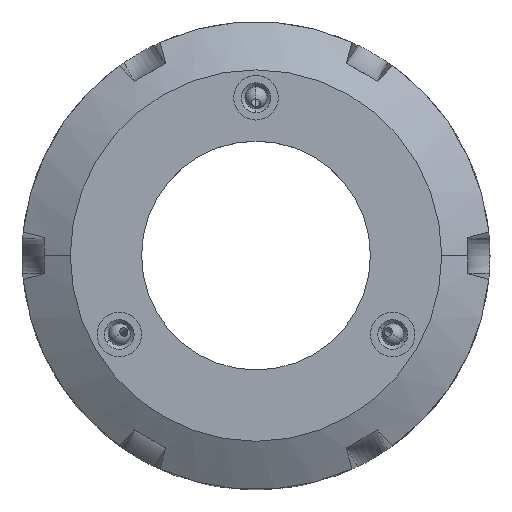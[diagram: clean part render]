
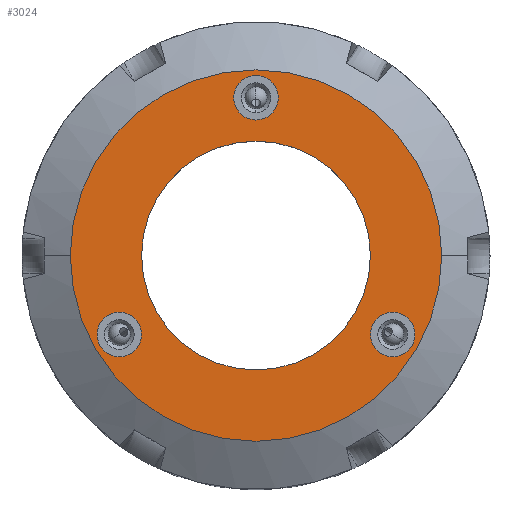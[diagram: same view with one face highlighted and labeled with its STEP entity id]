
A CAD part, top view. The second image highlights one B-rep face of the part: STEP entity #3024.
In plain terms, the highlighted planar face has unit normal (0, 0, 1).
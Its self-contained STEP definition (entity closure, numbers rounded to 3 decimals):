
#90 = CARTESIAN_POINT ( 'NONE',  ( 0., 0., 0. ) ) ;
#111 = CARTESIAN_POINT ( 'NONE',  ( 25., 0., 0. ) ) ;
#144 = CARTESIAN_POINT ( 'NONE',  ( -25., 0., 0. ) ) ;
#167 = ORIENTED_EDGE ( 'NONE', *, *, #818, .F. ) ;
#533 = CARTESIAN_POINT ( 'NONE',  ( 15.4, 0., 0. ) ) ;
#768 = DIRECTION ( 'NONE',  ( 1., 0., 0. ) ) ;
#796 = DIRECTION ( 'NONE',  ( 0., 0., 1. ) ) ;
#818 = EDGE_CURVE ( 'NONE', #1700, #6135, #3881, .T. ) ;
#823 = CARTESIAN_POINT ( 'NONE',  ( 0., 0., 0. ) ) ;
#1004 = EDGE_LOOP ( 'NONE', ( #7094, #6447 ) ) ;
#1019 = CIRCLE ( 'NONE', #6692, 3. ) ;
#1259 = EDGE_CURVE ( 'NONE', #5637, #5781, #3684, .T. ) ;
#1315 = DIRECTION ( 'NONE',  ( 0., 0., -1. ) ) ;
#1319 = CARTESIAN_POINT ( 'NONE',  ( 0., 0., 0. ) ) ;
#1343 = DIRECTION ( 'NONE',  ( -1., 0., 0. ) ) ;
#1448 = EDGE_CURVE ( 'NONE', #1884, #4403, #3613, .T. ) ;
#1514 = AXIS2_PLACEMENT_3D ( 'NONE', #90, #2973, #3632 ) ;
#1604 = CARTESIAN_POINT ( 'NONE',  ( 15.403, -10.625, 0. ) ) ;
#1668 = CARTESIAN_POINT ( 'NONE',  ( -18.403, -10.625, 0. ) ) ;
#1700 = VERTEX_POINT ( 'NONE', #4803 ) ;
#1760 = AXIS2_PLACEMENT_3D ( 'NONE', #823, #796, #768 ) ;
#1782 = EDGE_CURVE ( 'NONE', #4403, #1884, #3377, .T. ) ;
#1871 = EDGE_LOOP ( 'NONE', ( #4897, #167 ) ) ;
#1884 = VERTEX_POINT ( 'NONE', #144 ) ;
#1993 = CIRCLE ( 'NONE', #3027, 15.4 ) ;
#2050 = CIRCLE ( 'NONE', #6638, 3. ) ;
#2093 = CIRCLE ( 'NONE', #4352, 3. ) ;
#2112 = CIRCLE ( 'NONE', #5122, 3. ) ;
#2204 = CARTESIAN_POINT ( 'NONE',  ( 18.403, -10.625, 0. ) ) ;
#2226 = DIRECTION ( 'NONE',  ( -0.5, 0.866, 0. ) ) ;
#2313 = CARTESIAN_POINT ( 'NONE',  ( 0., 21.25, 0. ) ) ;
#2320 = DIRECTION ( 'NONE',  ( 0., 0., 1. ) ) ;
#2334 = DIRECTION ( 'NONE',  ( 1., 0., 0. ) ) ;
#2340 = DIRECTION ( 'NONE',  ( 0., 0., 1. ) ) ;
#2590 = DIRECTION ( 'NONE',  ( 1., 0., 0. ) ) ;
#2648 = FACE_BOUND ( 'NONE', #1004, .T. ) ;
#2653 = EDGE_LOOP ( 'NONE', ( #6970, #7201 ) ) ;
#2656 = FACE_OUTER_BOUND ( 'NONE', #2653, .T. ) ;
#2657 = FACE_BOUND ( 'NONE', #2921, .T. ) ;
#2662 = FACE_BOUND ( 'NONE', #1871, .T. ) ;
#2682 = FACE_BOUND ( 'NONE', #4701, .T. ) ;
#2721 = EDGE_CURVE ( 'NONE', #5373, #4241, #2861, .T. ) ;
#2772 = DIRECTION ( 'NONE',  ( -0.5, -0.866, 0. ) ) ;
#2861 = CIRCLE ( 'NONE', #3232, 3. ) ;
#2921 = EDGE_LOOP ( 'NONE', ( #6354, #6504 ) ) ;
#2973 = DIRECTION ( 'NONE',  ( 0., 0., 1. ) ) ;
#3024 = ADVANCED_FACE ( 'NONE', ( #2662, #2682, #2657, #2648, #2656 ), #3063, .T. ) ;
#3027 = AXIS2_PLACEMENT_3D ( 'NONE', #6552, #3111, #7105 ) ;
#3063 = PLANE ( 'NONE',  #4253 ) ;
#3104 = CARTESIAN_POINT ( 'NONE',  ( -15.403, -10.625, 0. ) ) ;
#3111 = DIRECTION ( 'NONE',  ( 0., 0., -1. ) ) ;
#3232 = AXIS2_PLACEMENT_3D ( 'NONE', #2313, #2320, #2334 ) ;
#3242 = CARTESIAN_POINT ( 'NONE',  ( 0., 21.25, 0. ) ) ;
#3377 = CIRCLE ( 'NONE', #1760, 25. ) ;
#3427 = DIRECTION ( 'NONE',  ( 0., 0., 1. ) ) ;
#3613 = CIRCLE ( 'NONE', #1514, 25. ) ;
#3632 = DIRECTION ( 'NONE',  ( 1., 0., 0. ) ) ;
#3684 = CIRCLE ( 'NONE', #6281, 15.4 ) ;
#3837 = CARTESIAN_POINT ( 'NONE',  ( 21.403, -10.625, 0. ) ) ;
#3842 = DIRECTION ( 'NONE',  ( 1., 0., 0. ) ) ;
#3881 = CIRCLE ( 'NONE', #6768, 3. ) ;
#4045 = CARTESIAN_POINT ( 'NONE',  ( 25., 0., 0. ) ) ;
#4133 = EDGE_CURVE ( 'NONE', #6663, #5033, #2093, .T. ) ;
#4147 = CARTESIAN_POINT ( 'NONE',  ( -3., 21.25, 0. ) ) ;
#4162 = EDGE_CURVE ( 'NONE', #6135, #1700, #2112, .T. ) ;
#4241 = VERTEX_POINT ( 'NONE', #6893 ) ;
#4253 = AXIS2_PLACEMENT_3D ( 'NONE', #4045, #3427, #2590 ) ;
#4278 = EDGE_CURVE ( 'NONE', #5033, #6663, #2050, .T. ) ;
#4352 = AXIS2_PLACEMENT_3D ( 'NONE', #2204, #6241, #2772 ) ;
#4403 = VERTEX_POINT ( 'NONE', #111 ) ;
#4460 = EDGE_CURVE ( 'NONE', #5781, #5637, #1993, .T. ) ;
#4701 = EDGE_LOOP ( 'NONE', ( #5196, #6730 ) ) ;
#4803 = CARTESIAN_POINT ( 'NONE',  ( -21.403, -10.625, 0. ) ) ;
#4897 = ORIENTED_EDGE ( 'NONE', *, *, #4162, .F. ) ;
#5033 = VERTEX_POINT ( 'NONE', #3837 ) ;
#5122 = AXIS2_PLACEMENT_3D ( 'NONE', #1668, #5699, #2226 ) ;
#5196 = ORIENTED_EDGE ( 'NONE', *, *, #4278, .F. ) ;
#5373 = VERTEX_POINT ( 'NONE', #4147 ) ;
#5637 = VERTEX_POINT ( 'NONE', #7000 ) ;
#5699 = DIRECTION ( 'NONE',  ( 0., 0., 1. ) ) ;
#5781 = VERTEX_POINT ( 'NONE', #533 ) ;
#5823 = CARTESIAN_POINT ( 'NONE',  ( 18.403, -10.625, 0. ) ) ;
#6135 = VERTEX_POINT ( 'NONE', #3104 ) ;
#6218 = EDGE_CURVE ( 'NONE', #4241, #5373, #1019, .T. ) ;
#6241 = DIRECTION ( 'NONE',  ( 0., 0., 1. ) ) ;
#6281 = AXIS2_PLACEMENT_3D ( 'NONE', #1319, #1315, #1343 ) ;
#6354 = ORIENTED_EDGE ( 'NONE', *, *, #6218, .F. ) ;
#6378 = DIRECTION ( 'NONE',  ( -0.5, -0.866, 0. ) ) ;
#6447 = ORIENTED_EDGE ( 'NONE', *, *, #4460, .T. ) ;
#6504 = ORIENTED_EDGE ( 'NONE', *, *, #2721, .F. ) ;
#6552 = CARTESIAN_POINT ( 'NONE',  ( 0., 0., 0. ) ) ;
#6638 = AXIS2_PLACEMENT_3D ( 'NONE', #5823, #2340, #6378 ) ;
#6663 = VERTEX_POINT ( 'NONE', #1604 ) ;
#6692 = AXIS2_PLACEMENT_3D ( 'NONE', #3242, #7220, #3842 ) ;
#6730 = ORIENTED_EDGE ( 'NONE', *, *, #4133, .F. ) ;
#6768 = AXIS2_PLACEMENT_3D ( 'NONE', #7210, #7219, #7225 ) ;
#6893 = CARTESIAN_POINT ( 'NONE',  ( 3., 21.25, 0. ) ) ;
#6970 = ORIENTED_EDGE ( 'NONE', *, *, #1448, .T. ) ;
#7000 = CARTESIAN_POINT ( 'NONE',  ( -15.4, 0., 0. ) ) ;
#7094 = ORIENTED_EDGE ( 'NONE', *, *, #1259, .T. ) ;
#7105 = DIRECTION ( 'NONE',  ( -1., 0., 0. ) ) ;
#7201 = ORIENTED_EDGE ( 'NONE', *, *, #1782, .T. ) ;
#7210 = CARTESIAN_POINT ( 'NONE',  ( -18.403, -10.625, 0. ) ) ;
#7219 = DIRECTION ( 'NONE',  ( 0., 0., 1. ) ) ;
#7220 = DIRECTION ( 'NONE',  ( 0., 0., 1. ) ) ;
#7225 = DIRECTION ( 'NONE',  ( -0.5, 0.866, 0. ) ) ;
